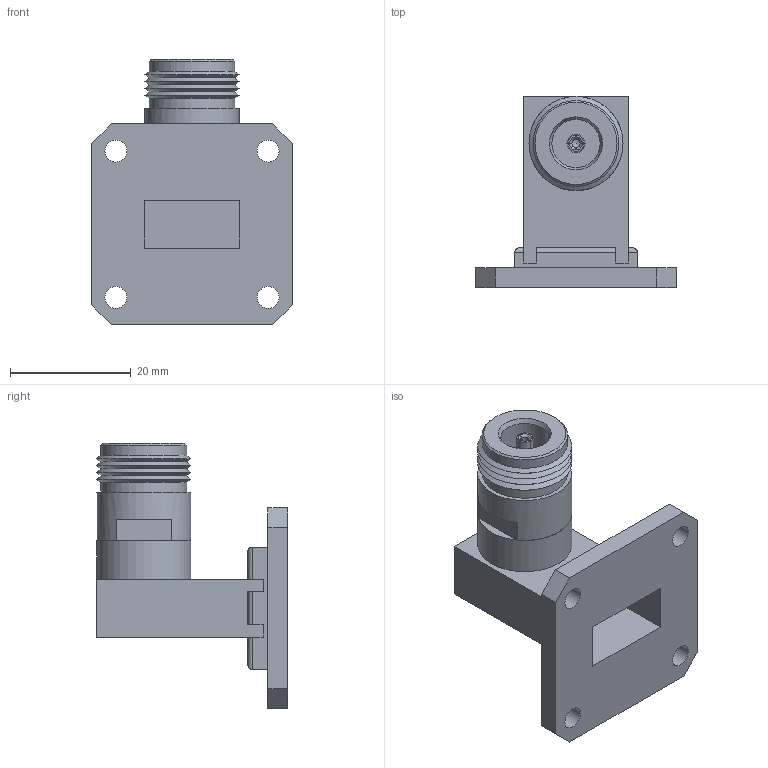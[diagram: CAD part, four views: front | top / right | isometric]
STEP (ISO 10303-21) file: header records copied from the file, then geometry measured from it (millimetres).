
FILE_DESCRIPTION (( 'STEP AP214' ), '1' );
FILE_NAME ('FMWCA1028_3D.STEP', '2022-09-20T17:29:48', ( '' ), ( '' ), 'SwSTEP 2.0', 'SolidWorks 2021', '' );
FILE_SCHEMA (( 'AUTOMOTIVE_DESIGN' ));
Length unit declared in the file: inch
Products named in the file (4): ANF-1304-MA2; PEWCA1028-MA2; FMWCA1028_3D; PEWCA1028-MA1
Assembly tree (3 placements, depth 2):
  FMWCA1028_3D
    PEWCA1028-MA1
    PEWCA1028-MA2
    ANF-1304-MA2
Bounding box: 33.32 x 31.75 x 44.03 mm (x, y, z)
Volume: 9284.6 mm3; surface area: 7723.6 mm2
Topology: 3 solids, 3 shells, 133 faces, 335 edges, 216 vertices
Faces by surface type: plane 86, cylinder 28, cone 19
Full cylindrical faces by diameter (mm): 2.1 x1, 2.8 x1, 2.85 x1, 3 x3, 3.5 x1, 3.658 x4, 8 x1, 14.22 x2, 15.596 x1, 15.6 x1
Entity records: 4000 total; most frequent: CARTESIAN_POINT 731, DIRECTION 630, ORIENTED_EDGE 596, EDGE_CURVE 298, AXIS2_PLACEMENT_3D 221, VERTEX_POINT 210, LINE 188, VECTOR 188
